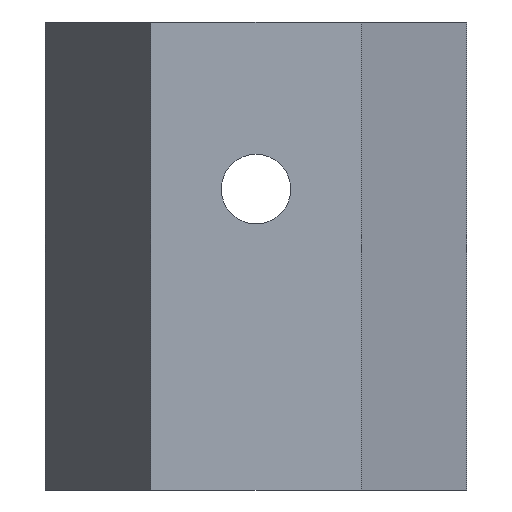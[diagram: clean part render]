
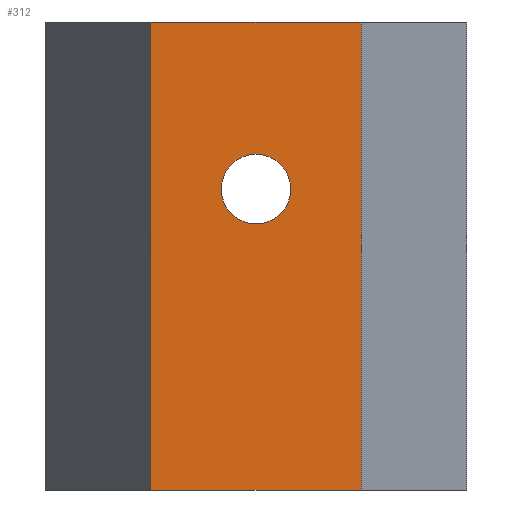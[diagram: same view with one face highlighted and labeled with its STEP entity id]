
A CAD part, front view. The second image highlights one B-rep face of the part: STEP entity #312.
In plain terms, the highlighted planar face has unit normal (0, -1, 0).
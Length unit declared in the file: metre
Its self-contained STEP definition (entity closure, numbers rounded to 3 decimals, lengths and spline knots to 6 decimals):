
#17=CIRCLE('',#346,0.0026);
#65=ORIENTED_EDGE('',*,*,#135,.F.);
#66=ORIENTED_EDGE('',*,*,#113,.T.);
#67=ORIENTED_EDGE('',*,*,#136,.T.);
#68=ORIENTED_EDGE('',*,*,#98,.F.);
#69=ORIENTED_EDGE('',*,*,#137,.F.);
#98=EDGE_CURVE('',#138,#139,#166,.T.);
#113=EDGE_CURVE('',#150,#149,#180,.T.);
#135=EDGE_CURVE('',#165,#165,#17,.T.);
#136=EDGE_CURVE('',#149,#139,#200,.T.);
#137=EDGE_CURVE('',#150,#138,#201,.T.);
#138=VERTEX_POINT('',#435);
#139=VERTEX_POINT('',#436);
#149=VERTEX_POINT('',#464);
#150=VERTEX_POINT('',#466);
#165=VERTEX_POINT('',#510);
#166=LINE('',#434,#202);
#180=LINE('',#465,#216);
#200=LINE('',#511,#236);
#201=LINE('',#512,#237);
#202=VECTOR('',#356,1.);
#216=VECTOR('',#380,1.);
#236=VECTOR('',#420,1.);
#237=VECTOR('',#421,1.);
#252=EDGE_LOOP('',(#65));
#253=EDGE_LOOP('',(#66,#67,#68,#69));
#276=FACE_BOUND('',#252,.T.);
#277=FACE_BOUND('',#253,.T.);
#297=PLANE('',#345);
#312=ADVANCED_FACE('',(#276,#277),#297,.F.);
#345=AXIS2_PLACEMENT_3D('',#508,#416,#417);
#346=AXIS2_PLACEMENT_3D('',#509,#418,#419);
#356=DIRECTION('',(0.,0.,-1.));
#380=DIRECTION('',(0.,0.,-1.));
#416=DIRECTION('',(0.,1.,0.));
#417=DIRECTION('',(-1.,0.,0.));
#418=DIRECTION('',(0.,-1.,0.));
#419=DIRECTION('',(1.,0.,0.));
#420=DIRECTION('',(1.,0.,0.));
#421=DIRECTION('',(1.,0.,0.));
#434=CARTESIAN_POINT('',(0.007881,-0.01365,0.025));
#435=CARTESIAN_POINT('',(0.007881,-0.01365,0.025));
#436=CARTESIAN_POINT('',(0.007881,-0.01365,-0.01));
#464=CARTESIAN_POINT('',(-0.007881,-0.01365,-0.01));
#465=CARTESIAN_POINT('',(-0.007881,-0.01365,0.025));
#466=CARTESIAN_POINT('',(-0.007881,-0.01365,0.025));
#508=CARTESIAN_POINT('',(0.,-0.01365,0.025));
#509=CARTESIAN_POINT('',(0.,-0.01365,0.0125));
#510=CARTESIAN_POINT('',(0.0026,-0.01365,0.0125));
#511=CARTESIAN_POINT('',(0.,-0.01365,-0.01));
#512=CARTESIAN_POINT('',(0.,-0.01365,0.025));
